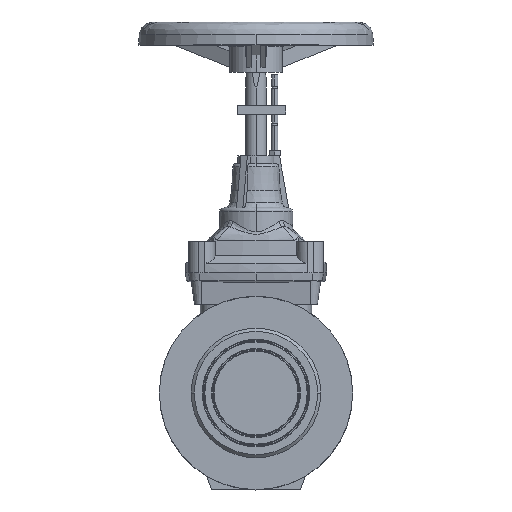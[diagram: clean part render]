
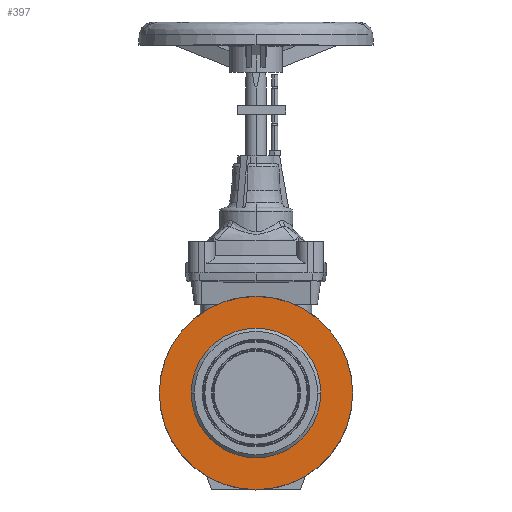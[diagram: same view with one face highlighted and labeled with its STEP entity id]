
A CAD part, top view. The second image highlights one B-rep face of the part: STEP entity #397.
In plain terms, the highlighted planar face has unit normal (0, 0, 1).
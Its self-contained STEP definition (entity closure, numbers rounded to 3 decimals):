
#39 = FACE_OUTER_BOUND ( 'NONE', #11687, .T. ) ;
#49 = FACE_BOUND ( 'NONE', #11619, .T. ) ;
#184 = CIRCLE ( 'NONE', #12261, 62. ) ;
#397 = ADVANCED_FACE ( 'NONE', ( #39, #49 ), #9508, .T. ) ;
#561 = EDGE_CURVE ( 'NONE', #6086, #10919, #16304, .T. ) ;
#4139 = CARTESIAN_POINT ( 'NONE',  ( 0., 0., 82. ) ) ;
#4141 = DIRECTION ( 'NONE',  ( 0., 0., -1. ) ) ;
#4142 = DIRECTION ( 'NONE',  ( -1., 0., 0. ) ) ;
#4581 = CARTESIAN_POINT ( 'NONE',  ( 0., 0., 82. ) ) ;
#4583 = DIRECTION ( 'NONE',  ( 0., 0., -1. ) ) ;
#4585 = DIRECTION ( 'NONE',  ( -1., 0., 0. ) ) ;
#5463 = CARTESIAN_POINT ( 'NONE',  ( 0., 0., 82. ) ) ;
#5464 = DIRECTION ( 'NONE',  ( 0., 0., -1. ) ) ;
#5465 = DIRECTION ( 'NONE',  ( -1., 0., 0. ) ) ;
#5741 = ORIENTED_EDGE ( 'NONE', *, *, #11872, .F. ) ;
#6086 = VERTEX_POINT ( 'NONE', #15677 ) ;
#6574 = ORIENTED_EDGE ( 'NONE', *, *, #11972, .F. ) ;
#6720 = ORIENTED_EDGE ( 'NONE', *, *, #561, .T. ) ;
#6728 = ORIENTED_EDGE ( 'NONE', *, *, #12336, .T. ) ;
#9171 = DIRECTION ( 'NONE',  ( -1., 0., 0. ) ) ;
#9173 = DIRECTION ( 'NONE',  ( 0., 0., -1. ) ) ;
#9175 = CARTESIAN_POINT ( 'NONE',  ( 0., 0., 82. ) ) ;
#9500 = DIRECTION ( 'NONE',  ( 1., 0., 0. ) ) ;
#9501 = DIRECTION ( 'NONE',  ( 0., 0., 1. ) ) ;
#9508 = PLANE ( 'NONE',  #13244 ) ;
#9513 = CARTESIAN_POINT ( 'NONE',  ( 0., 92.5, 82. ) ) ;
#10919 = VERTEX_POINT ( 'NONE', #15736 ) ;
#10948 = VERTEX_POINT ( 'NONE', #15765 ) ;
#10977 = VERTEX_POINT ( 'NONE', #15794 ) ;
#11619 = EDGE_LOOP ( 'NONE', ( #6728, #6720 ) ) ;
#11687 = EDGE_LOOP ( 'NONE', ( #5741, #6574 ) ) ;
#11872 = EDGE_CURVE ( 'NONE', #10948, #10977, #16763, .T. ) ;
#11972 = EDGE_CURVE ( 'NONE', #10977, #10948, #16757, .T. ) ;
#12219 = AXIS2_PLACEMENT_3D ( 'NONE', #4139, #4141, #4142 ) ;
#12227 = AXIS2_PLACEMENT_3D ( 'NONE', #4581, #4583, #4585 ) ;
#12261 = AXIS2_PLACEMENT_3D ( 'NONE', #5463, #5464, #5465 ) ;
#12336 = EDGE_CURVE ( 'NONE', #10919, #6086, #184, .T. ) ;
#13244 = AXIS2_PLACEMENT_3D ( 'NONE', #9513, #9501, #9500 ) ;
#13273 = AXIS2_PLACEMENT_3D ( 'NONE', #9175, #9173, #9171 ) ;
#15677 = CARTESIAN_POINT ( 'NONE',  ( 62., 0., 82. ) ) ;
#15736 = CARTESIAN_POINT ( 'NONE',  ( -62., 0., 82. ) ) ;
#15765 = CARTESIAN_POINT ( 'NONE',  ( -92.5, 0., 82. ) ) ;
#15794 = CARTESIAN_POINT ( 'NONE',  ( 92.5, 0., 82. ) ) ;
#16304 = CIRCLE ( 'NONE', #13273, 62. ) ;
#16757 = CIRCLE ( 'NONE', #12227, 92.5 ) ;
#16763 = CIRCLE ( 'NONE', #12219, 92.5 ) ;
